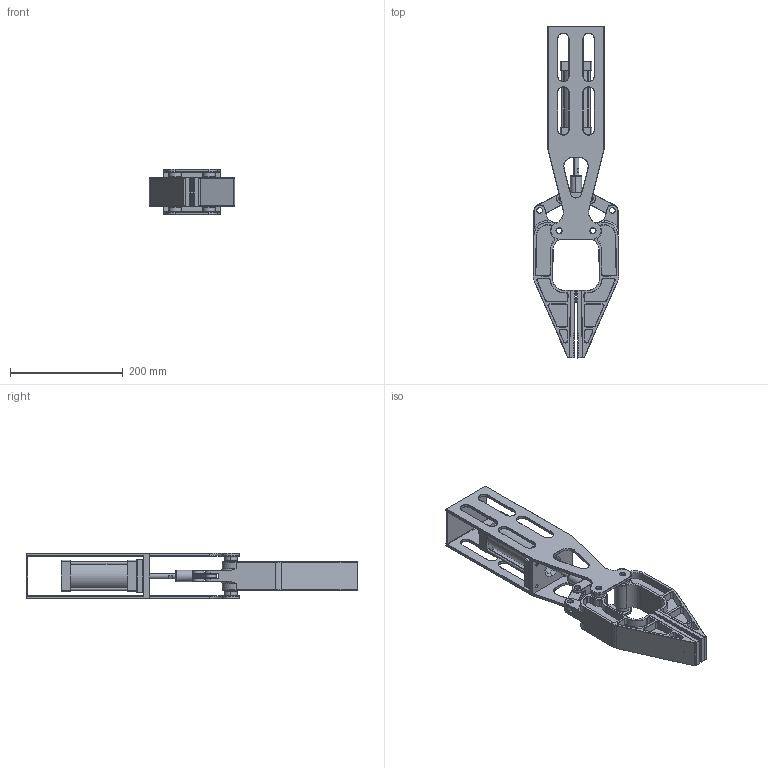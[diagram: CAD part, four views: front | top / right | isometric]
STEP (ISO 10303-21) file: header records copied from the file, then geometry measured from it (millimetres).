
FILE_DESCRIPTION(('CAx-IF Rec.Pracs.---Model Styling and Organization---1.2---2011-12-15','CAx-IF Rec.Pracs.---Geometric and Assembly Validation Properties---4.3---2015-07-16','CAx-IF Rec.Pracs.---Representation and Presentation of Product Manufacturing Information (PMI)---4.0.3---2016-08-25'),'2;1');
FILE_NAME('Gripper Start.step','2024-09-17T18:37:58+04:00',(''),(''),'STEP Interface 2022 SP6 by CT CoreTechnologie','3D_Kernel_IO2022 SP6 by CT CoreTechnologie','');
FILE_SCHEMA(('AP203_CONFIGURATION_CONTROLLED_3D_DESIGN_OF_MECHANICAL_PARTS_AND_ASSEMBLIES_MIM_LF'));
Length unit declared in the file: inch
Products named in the file (33): Gripper Start; NAUO14; CSK for M5 SFHCS1; NAUO13; NAUO12; Chamfer1(1); NAUO11; NAUO10; ThdSchPat; NAUO9; NAUO8; NAUO7; NAUO5; Chamfer1(2); NAUO4; NAUO3; Fillet2(1); NAUO2; Cut-Extrude5(1); NAUO1; Fillet7; NAUO6; double acting cylinder; NAUO16; Cut-Extrude1; NAUO15; Boss-Extrude7[4]; Boss-Extrude7[3]; Boss-Extrude7[2]; Boss-Extrude7[1]; Cut-Extrude5(2); Fillet2(2); Boss-Extrude1
Assembly tree (38 placements, depth 5):
  Gripper Start
    NAUO14
      CSK for M5 SFHCS1
    NAUO13
      CSK for M5 SFHCS1
    NAUO12
      Chamfer1(1)
    NAUO11
      Chamfer1(1)
    NAUO10
      ThdSchPat
    NAUO9
      ThdSchPat
    NAUO8
      ThdSchPat
    NAUO7
      ThdSchPat
    NAUO5
      Chamfer1(2)
    NAUO4
      Chamfer1(2)
    NAUO3
      Fillet2(1)
    NAUO2
      Cut-Extrude5(1)
    NAUO1
      Fillet7
    NAUO6
      double acting cylinder
        NAUO16
          Cut-Extrude1
        NAUO15
          Boss-Extrude7[4]
          Boss-Extrude7[3]
          Boss-Extrude7[2]
          Boss-Extrude7[1]
          Cut-Extrude5(2)
          Fillet2(2)
          Boss-Extrude1
Bounding box: 152.22 x 588.64 x 80 mm (x, y, z)
Volume: 609752.1 mm3; surface area: 415304.6 mm2
Topology: 19 solids, 21 shells, 1860 faces, 4662 edges, 2860 vertices
Faces by surface type: plane 860, bspline 528, cylinder 472
Entity records: 90974 total; most frequent: CARTESIAN_POINT 11403, PROPERTY_DEFINITION 7598, ORIENTED_EDGE 5746, DIRECTION 5737, REPRESENTATION 3827, GENERAL_PROPERTY 3827, PROPERTY_DEFINITION_REPRESENTATION 3827, GENERAL_PROPERTY_ASSOCIATION 3827
